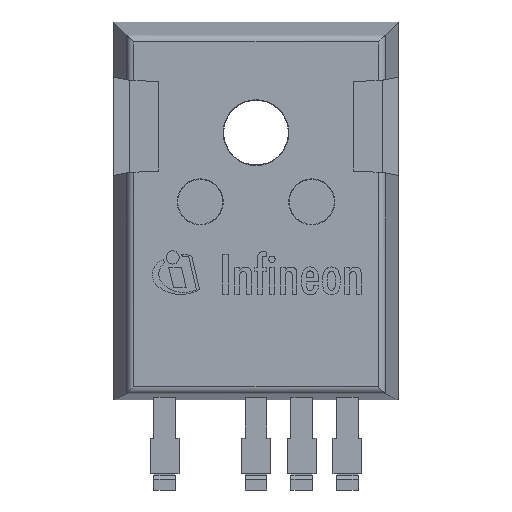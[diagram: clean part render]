
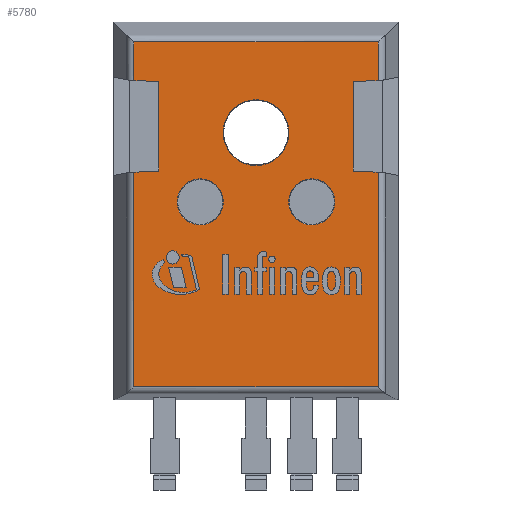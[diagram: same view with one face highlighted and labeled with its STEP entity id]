
A CAD part, left-side view. The second image highlights one B-rep face of the part: STEP entity #5780.
In plain terms, the highlighted planar face has unit normal (-1, 0, 0).
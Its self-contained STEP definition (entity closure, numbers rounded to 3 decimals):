
#473=LINE('',#9287,#1019);
#475=LINE('',#9291,#1021);
#481=LINE('',#9302,#1027);
#487=LINE('',#9321,#1033);
#488=LINE('',#9325,#1034);
#489=LINE('',#9329,#1035);
#490=LINE('',#9333,#1036);
#491=LINE('',#9337,#1037);
#492=LINE('',#9341,#1038);
#493=LINE('',#9343,#1039);
#497=LINE('',#9355,#1043);
#498=LINE('',#9357,#1044);
#1019=VECTOR('',#7426,1000.);
#1021=VECTOR('',#7430,1000.);
#1027=VECTOR('',#7440,1000.);
#1033=VECTOR('',#7462,1000.);
#1034=VECTOR('',#7467,1000.);
#1035=VECTOR('',#7472,1000.);
#1036=VECTOR('',#7477,1000.);
#1037=VECTOR('',#7482,1000.);
#1038=VECTOR('',#7487,1000.);
#1039=VECTOR('',#7490,1000.);
#1043=VECTOR('',#7504,1000.);
#1044=VECTOR('',#7507,1000.);
#2052=ORIENTED_EDGE('',*,*,#3417,.F.);
#2053=ORIENTED_EDGE('',*,*,#3412,.F.);
#2054=ORIENTED_EDGE('',*,*,#3414,.F.);
#2055=ORIENTED_EDGE('',*,*,#3410,.F.);
#2056=ORIENTED_EDGE('',*,*,#3409,.F.);
#2057=ORIENTED_EDGE('',*,*,#3375,.T.);
#2058=ORIENTED_EDGE('',*,*,#3377,.T.);
#2059=ORIENTED_EDGE('',*,*,#3400,.T.);
#2060=ORIENTED_EDGE('',*,*,#3402,.F.);
#2061=ORIENTED_EDGE('',*,*,#3403,.F.);
#2062=ORIENTED_EDGE('',*,*,#3394,.F.);
#2063=ORIENTED_EDGE('',*,*,#3392,.T.);
#2064=ORIENTED_EDGE('',*,*,#3383,.T.);
#2065=ORIENTED_EDGE('',*,*,#3396,.T.);
#2066=ORIENTED_EDGE('',*,*,#3398,.F.);
#3375=EDGE_CURVE('',#4122,#4123,#473,.T.);
#3377=EDGE_CURVE('',#4123,#4124,#475,.T.);
#3383=EDGE_CURVE('',#4128,#4127,#481,.T.);
#3392=EDGE_CURVE('',#4132,#4128,#487,.T.);
#3394=EDGE_CURVE('',#4132,#4133,#488,.T.);
#3396=EDGE_CURVE('',#4127,#4134,#489,.T.);
#3398=EDGE_CURVE('',#4135,#4134,#490,.T.);
#3400=EDGE_CURVE('',#4124,#4136,#491,.T.);
#3402=EDGE_CURVE('',#4137,#4136,#492,.T.);
#3403=EDGE_CURVE('',#4133,#4137,#493,.T.);
#3409=EDGE_CURVE('',#4122,#4140,#497,.T.);
#3410=EDGE_CURVE('',#4140,#4135,#498,.T.);
#3412=EDGE_CURVE('',#4142,#4142,#4598,.T.);
#3414=EDGE_CURVE('',#4144,#4144,#4600,.T.);
#3417=EDGE_CURVE('',#4147,#4147,#4603,.T.);
#4122=VERTEX_POINT('',#9283);
#4123=VERTEX_POINT('',#9286);
#4124=VERTEX_POINT('',#9290);
#4127=VERTEX_POINT('',#9301);
#4128=VERTEX_POINT('',#9303);
#4132=VERTEX_POINT('',#9320);
#4133=VERTEX_POINT('',#9324);
#4134=VERTEX_POINT('',#9328);
#4135=VERTEX_POINT('',#9332);
#4136=VERTEX_POINT('',#9336);
#4137=VERTEX_POINT('',#9340);
#4140=VERTEX_POINT('',#9354);
#4142=VERTEX_POINT('',#9363);
#4144=VERTEX_POINT('',#9369);
#4147=VERTEX_POINT('',#9378);
#4598=CIRCLE('',#6466,1.28);
#4600=CIRCLE('',#6470,1.28);
#4603=CIRCLE('',#6476,1.83);
#4887=EDGE_LOOP('',(#2052));
#4888=EDGE_LOOP('',(#2053));
#4889=EDGE_LOOP('',(#2054));
#4890=EDGE_LOOP('',(#2055,#2056,#2057,#2058,#2059,#2060,#2061,#2062,#2063,
#2064,#2065,#2066));
#5241=FACE_BOUND('',#4887,.T.);
#5242=FACE_BOUND('',#4888,.T.);
#5243=FACE_BOUND('',#4889,.T.);
#5244=FACE_BOUND('',#4890,.T.);
#5520=PLANE('',#6475);
#5780=ADVANCED_FACE('',(#5241,#5242,#5243,#5244),#5520,.T.);
#6466=AXIS2_PLACEMENT_3D('',#9362,#7514,#7515);
#6470=AXIS2_PLACEMENT_3D('',#9368,#7522,#7523);
#6475=AXIS2_PLACEMENT_3D('',#9376,#7532,#7533);
#6476=AXIS2_PLACEMENT_3D('',#9377,#7534,#7535);
#7426=DIRECTION('',(0.,0.999,0.05));
#7430=DIRECTION('',(0.,0.,1.));
#7440=DIRECTION('',(0.,0.,-1.));
#7462=DIRECTION('',(0.,-0.999,-0.05));
#7467=DIRECTION('',(0.,0.,1.));
#7472=DIRECTION('',(0.,0.999,-0.05));
#7477=DIRECTION('',(0.,0.,1.));
#7482=DIRECTION('',(0.,-0.999,0.05));
#7487=DIRECTION('',(0.,0.,-1.));
#7490=DIRECTION('',(0.,-1.,0.));
#7504=DIRECTION('',(0.,0.,-1.));
#7507=DIRECTION('',(0.,1.,0.));
#7514=DIRECTION('',(-1.,0.,0.));
#7515=DIRECTION('',(0.,-1.,0.));
#7522=DIRECTION('',(-1.,0.,0.));
#7523=DIRECTION('',(0.,-1.,0.));
#7532=DIRECTION('',(-1.,0.,0.));
#7533=DIRECTION('',(0.,0.,1.));
#7534=DIRECTION('',(-1.,0.,0.));
#7535=DIRECTION('',(0.,-1.,0.));
#9283=CARTESIAN_POINT('',(-2.29,-6.789,16.766));
#9286=CARTESIAN_POINT('',(-2.29,-5.4,16.835));
#9287=CARTESIAN_POINT('',(-2.29,0.333,17.121));
#9290=CARTESIAN_POINT('',(-2.29,-5.4,21.805));
#9291=CARTESIAN_POINT('',(-2.29,-5.4,10.415));
#9301=CARTESIAN_POINT('',(-2.29,5.4,16.835));
#9302=CARTESIAN_POINT('',(-2.29,5.4,10.415));
#9303=CARTESIAN_POINT('',(-2.29,5.4,21.805));
#9320=CARTESIAN_POINT('',(-2.29,6.789,21.874));
#9321=CARTESIAN_POINT('',(-2.29,6.811,21.875));
#9324=CARTESIAN_POINT('',(-2.29,6.789,24.009));
#9325=CARTESIAN_POINT('',(-2.29,6.789,3.877));
#9328=CARTESIAN_POINT('',(-2.29,6.789,16.766));
#9329=CARTESIAN_POINT('',(-2.29,7.547,16.728));
#9332=CARTESIAN_POINT('',(-2.29,6.789,4.842));
#9333=CARTESIAN_POINT('',(-2.29,6.789,3.877));
#9336=CARTESIAN_POINT('',(-2.29,-6.789,21.874));
#9337=CARTESIAN_POINT('',(-2.29,1.07,21.483));
#9340=CARTESIAN_POINT('',(-2.29,-6.789,24.009));
#9341=CARTESIAN_POINT('',(-2.29,-6.789,3.877));
#9343=CARTESIAN_POINT('',(-2.29,7.9,24.009));
#9354=CARTESIAN_POINT('',(-2.29,-6.789,4.842));
#9355=CARTESIAN_POINT('',(-2.29,-6.789,3.877));
#9357=CARTESIAN_POINT('',(-2.29,7.9,4.842));
#9362=CARTESIAN_POINT('',(-2.29,3.1,15.12));
#9363=CARTESIAN_POINT('',(-2.29,1.82,15.12));
#9368=CARTESIAN_POINT('',(-2.29,-3.1,15.12));
#9369=CARTESIAN_POINT('',(-2.29,-4.38,15.12));
#9376=CARTESIAN_POINT('',(-2.29,7.9,4.488));
#9377=CARTESIAN_POINT('',(-2.29,0.,18.97));
#9378=CARTESIAN_POINT('',(-2.29,-1.83,18.97));
